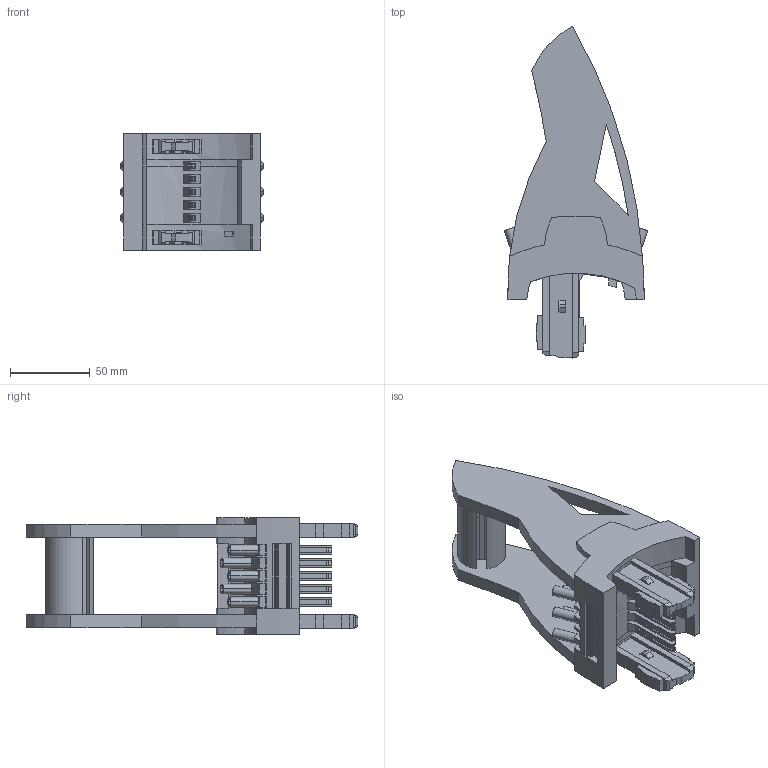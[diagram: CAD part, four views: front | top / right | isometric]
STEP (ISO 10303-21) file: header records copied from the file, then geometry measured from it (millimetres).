
FILE_DESCRIPTION(('SolidDesigner STEP Export'),'2;1');
FILE_NAME('3069965_FTPR_3_5S-select.stp','2016-03-17T13:45:26',(''),(''),'Creo Elements/Direct Modeling STEP processor for AP214 (Solid Model)','Creo Elements/Direct Modeling 18.1 06-May-2012 (C) Parametric Technology GmbH','');
FILE_SCHEMA(('AUTOMOTIVE_DESIGN { 1 0 10303 214 1 1 1 1 }'));
Length unit declared in the file: millimetre
Products named in the file (2): 3069965_FTPR_3_5S-select
Assembly tree (1 placements, depth 2):
  3069965_FTPR_3_5S-select
    3069965_FTPR_3_5S-select
Bounding box: 89.89 x 208.03 x 73.35 mm (x, y, z)
Volume: 318643.8 mm3; surface area: 84357.4 mm2
Topology: 1 solids, 1 shells, 697 faces, 2050 edges, 1392 vertices
Faces by surface type: plane 512, cylinder 163, cone 20, extrusion 2
Entity records: 29016 total; most frequent: CARTESIAN_POINT 5268, ORIENTED_EDGE 4100, DIRECTION 3456, EDGE_CURVE 2050, VECTOR 1424, LINE 1422, VERTEX_POINT 1392, AXIS2_PLACEMENT_3D 1016
